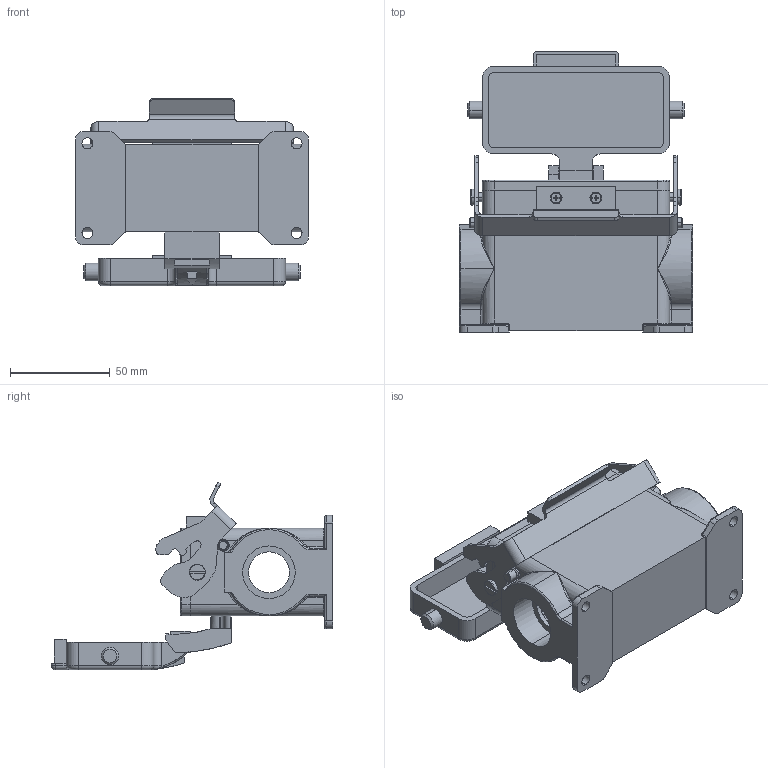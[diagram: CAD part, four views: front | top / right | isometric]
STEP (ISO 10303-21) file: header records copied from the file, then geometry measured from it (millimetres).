
FILE_DESCRIPTION (( 'STEP AP214' ), '1' );
FILE_NAME ('ZP-MC16B-2-SM21CAL.step', '2015-08-12T18:16:46', ( '' ), ( '' ), 'SwSTEP 2.0', 'SolidWorks 2014', '' );
FILE_SCHEMA (( 'AUTOMOTIVE_DESIGN' ));
Length unit declared in the file: millimetre
Products named in the file (1): ZP-MC16B-2-SM21CAL
Bounding box: 117 x 141.25 x 94.1 mm (x, y, z)
Volume: 170281.4 mm3; surface area: 89452.4 mm2
Topology: 11 solids, 11 shells, 574 faces, 1458 edges, 907 vertices
Faces by surface type: plane 236, cylinder 190, bspline 60, torus 51, cone 34, sphere 3
Entity records: 19657 total; most frequent: CARTESIAN_POINT 5125, ORIENTED_EDGE 2874, DIRECTION 2694, EDGE_CURVE 1437, AXIS2_PLACEMENT_3D 974, VERTEX_POINT 907, LINE 746, VECTOR 746
